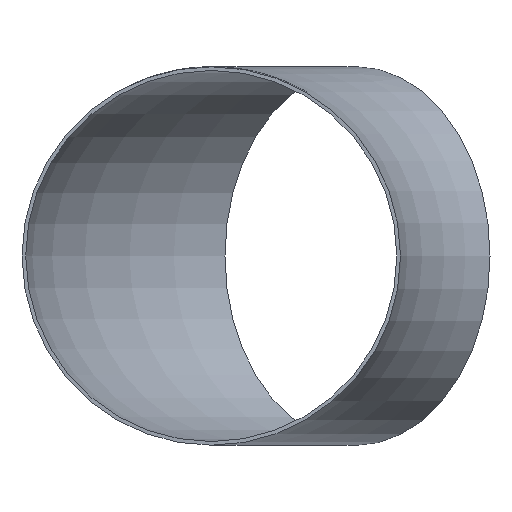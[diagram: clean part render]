
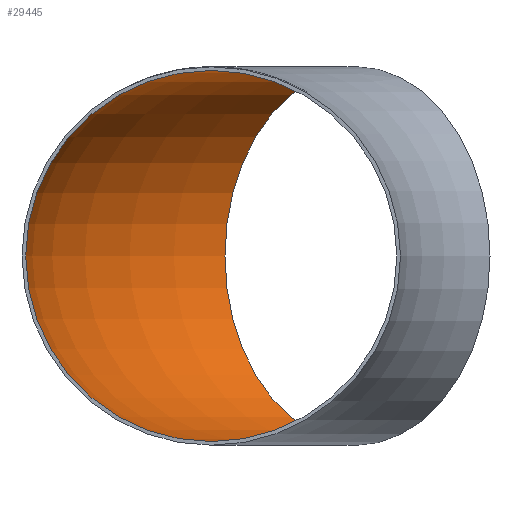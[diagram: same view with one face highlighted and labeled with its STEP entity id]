
A CAD part, front view. The second image highlights one B-rep face of the part: STEP entity #29445.
In plain terms, the highlighted toroidal (fillet/blend) face has major radius 400 mm and minor radius 150 mm.
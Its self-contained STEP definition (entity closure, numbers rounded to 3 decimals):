
#58 = DIRECTION ( 'NONE',  ( 0., 0., 1. ) ) ;
#2058 = DIRECTION ( 'NONE',  ( 0.707, 0.707, 0. ) ) ;
#2547 = CARTESIAN_POINT ( 'NONE',  ( -400., 0., 0. ) ) ;
#2584 = EDGE_CURVE ( 'NONE', #9002, #9002, #29492, .T. ) ;
#7927 = DIRECTION ( 'NONE',  ( -1., 0., 0. ) ) ;
#9002 = VERTEX_POINT ( 'NONE', #19640 ) ;
#11877 = CARTESIAN_POINT ( 'NONE',  ( -282.843, 282.843, 0. ) ) ;
#12173 = AXIS2_PLACEMENT_3D ( 'NONE', #2547, #23347, #58 ) ;
#12757 = FACE_OUTER_BOUND ( 'NONE', #16668, .T. ) ;
#13036 = ORIENTED_EDGE ( 'NONE', *, *, #22718, .F. ) ;
#14568 = ORIENTED_EDGE ( 'NONE', *, *, #2584, .T. ) ;
#15149 = AXIS2_PLACEMENT_3D ( 'NONE', #11877, #2058, #17535 ) ;
#15977 = AXIS2_PLACEMENT_3D ( 'NONE', #22903, #28043, #7927 ) ;
#16668 = EDGE_LOOP ( 'NONE', ( #14568 ) ) ;
#17535 = DIRECTION ( 'NONE',  ( -0.707, 0.707, 0. ) ) ;
#19640 = CARTESIAN_POINT ( 'NONE',  ( -388.909, 388.909, 0. ) ) ;
#22718 = EDGE_CURVE ( 'NONE', #26795, #26795, #30237, .T. ) ;
#22903 = CARTESIAN_POINT ( 'NONE',  ( 0., 0., 0. ) ) ;
#23347 = DIRECTION ( 'NONE',  ( 0., 1., 0. ) ) ;
#26795 = VERTEX_POINT ( 'NONE', #29781 ) ;
#28043 = DIRECTION ( 'NONE',  ( 0., 0., -1. ) ) ;
#29445 = ADVANCED_FACE ( 'NONE', ( #12757, #30548 ), #30308, .F. ) ;
#29492 = CIRCLE ( 'NONE', #15149, 150. ) ;
#29781 = CARTESIAN_POINT ( 'NONE',  ( -400., 0., 150. ) ) ;
#30237 = CIRCLE ( 'NONE', #12173, 150. ) ;
#30308 = TOROIDAL_SURFACE ( 'NONE', #15977, 400., 150. ) ;
#30548 = FACE_OUTER_BOUND ( 'NONE', #32522, .T. ) ;
#32522 = EDGE_LOOP ( 'NONE', ( #13036 ) ) ;
